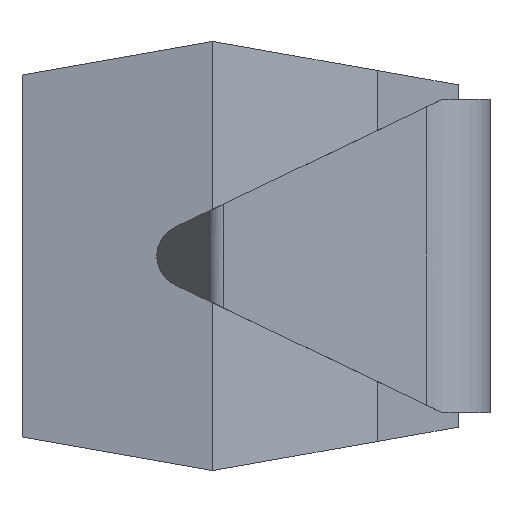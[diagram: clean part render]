
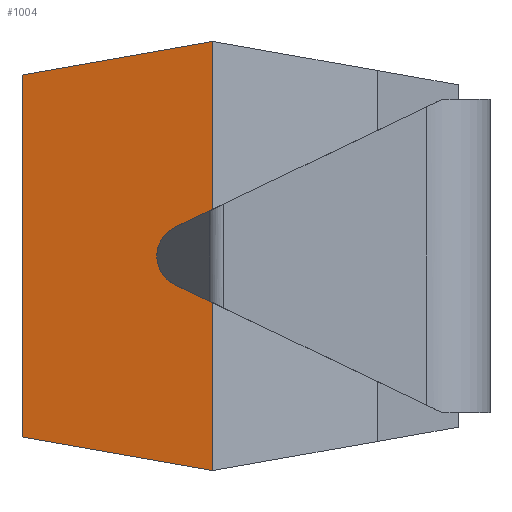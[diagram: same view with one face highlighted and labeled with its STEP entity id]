
A CAD part, left-side view. The second image highlights one B-rep face of the part: STEP entity #1004.
In plain terms, the highlighted planar face has unit normal (-0.985, 0.174, 0).
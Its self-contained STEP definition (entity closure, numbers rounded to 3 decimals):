
#14 = VECTOR ( 'NONE', #99, 1000. ) ;
#37 = CARTESIAN_POINT ( 'NONE',  ( -1.889, 3.273, -1.084 ) ) ;
#49 = CARTESIAN_POINT ( 'NONE',  ( -2.157, 1.75, -1.353 ) ) ;
#91 = EDGE_CURVE ( 'NONE', #1315, #744, #604, .T. ) ;
#99 = DIRECTION ( 'NONE',  ( 0., 0., 1. ) ) ;
#256 = ORIENTED_EDGE ( 'NONE', *, *, #1565, .F. ) ;
#356 = CARTESIAN_POINT ( 'NONE',  ( -1.946, 2.95, 1.141 ) ) ;
#359 = LINE ( 'NONE', #1239, #1502 ) ;
#377 = DIRECTION ( 'NONE',  ( 0., 0., -1. ) ) ;
#550 = VECTOR ( 'NONE', #902, 1000. ) ;
#604 = LINE ( 'NONE', #37, #550 ) ;
#712 = DIRECTION ( 'NONE',  ( -0.985, 0.174, 0. ) ) ;
#744 = VERTEX_POINT ( 'NONE', #1319 ) ;
#801 = AXIS2_PLACEMENT_3D ( 'NONE', #842, #712, #1900 ) ;
#842 = CARTESIAN_POINT ( 'NONE',  ( -1.946, 2.95, 0. ) ) ;
#844 = ORIENTED_EDGE ( 'NONE', *, *, #91, .T. ) ;
#848 = VERTEX_POINT ( 'NONE', #356 ) ;
#888 = EDGE_LOOP ( 'NONE', ( #844, #1102, #1906, #256 ) ) ;
#902 = DIRECTION ( 'NONE',  ( -0.171, -0.97, -0.171 ) ) ;
#927 = DIRECTION ( 'NONE',  ( -0.171, -0.97, 0.171 ) ) ;
#993 = CARTESIAN_POINT ( 'NONE',  ( -1.946, 2.95, -1.141 ) ) ;
#1004 = ADVANCED_FACE ( 'NONE', ( #1177 ), #1153, .T. ) ;
#1041 = VERTEX_POINT ( 'NONE', #1726 ) ;
#1101 = LINE ( 'NONE', #49, #1572 ) ;
#1102 = ORIENTED_EDGE ( 'NONE', *, *, #1178, .F. ) ;
#1124 = CARTESIAN_POINT ( 'NONE',  ( -1.946, 2.95, 1.353 ) ) ;
#1153 = PLANE ( 'NONE',  #801 ) ;
#1177 = FACE_OUTER_BOUND ( 'NONE', #888, .T. ) ;
#1178 = EDGE_CURVE ( 'NONE', #1041, #744, #1101, .T. ) ;
#1239 = CARTESIAN_POINT ( 'NONE',  ( -1.913, 3.139, 1.108 ) ) ;
#1278 = LINE ( 'NONE', #1124, #14 ) ;
#1315 = VERTEX_POINT ( 'NONE', #993 ) ;
#1319 = CARTESIAN_POINT ( 'NONE',  ( -2.157, 1.75, -1.353 ) ) ;
#1484 = EDGE_CURVE ( 'NONE', #848, #1041, #359, .T. ) ;
#1502 = VECTOR ( 'NONE', #927, 1000. ) ;
#1565 = EDGE_CURVE ( 'NONE', #1315, #848, #1278, .T. ) ;
#1572 = VECTOR ( 'NONE', #377, 1000. ) ;
#1726 = CARTESIAN_POINT ( 'NONE',  ( -2.157, 1.75, 1.353 ) ) ;
#1900 = DIRECTION ( 'NONE',  ( 0., 0., -1. ) ) ;
#1906 = ORIENTED_EDGE ( 'NONE', *, *, #1484, .F. ) ;
